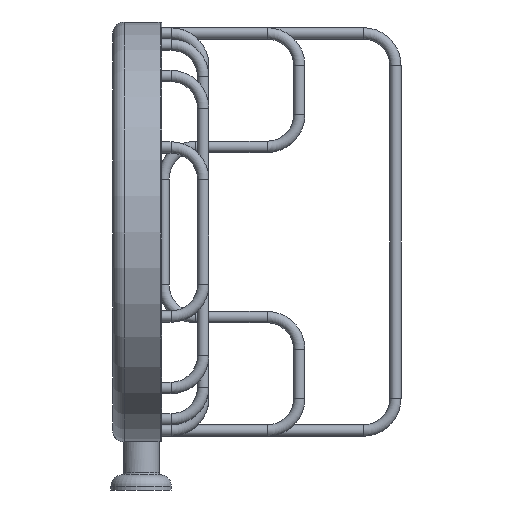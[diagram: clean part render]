
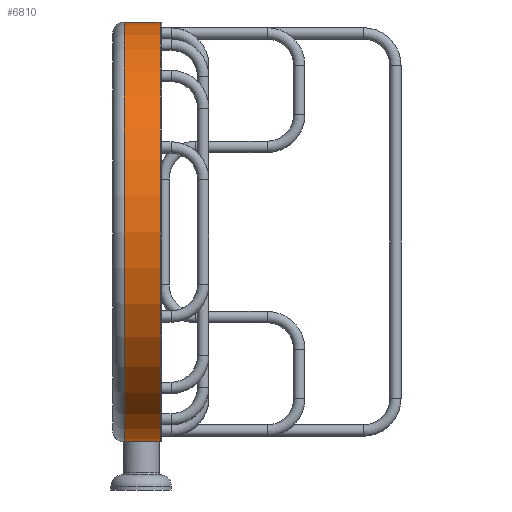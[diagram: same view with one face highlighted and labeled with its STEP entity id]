
A CAD part, left-side view. The second image highlights one B-rep face of the part: STEP entity #6810.
In plain terms, the highlighted cylindrical face has radius 55.499 mm (diameter 110.998 mm), a partial arc.
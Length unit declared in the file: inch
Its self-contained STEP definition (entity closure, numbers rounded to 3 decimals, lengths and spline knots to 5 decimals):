
#1316=CARTESIAN_POINT('',(-7.284,0.02,0.));
#1317=DIRECTION('',(0.,-1.,0.));
#1318=DIRECTION('',(0.,0.,1.));
#1319=AXIS2_PLACEMENT_3D('',#1316,#1317,#1318);
#1321=DIRECTION('',(0.,-1.,0.));
#1322=VECTOR('',#1321,0.374);
#1323=CARTESIAN_POINT('',(-7.284,0.394,-2.185));
#1324=LINE('',#1323,#1322);
#1325=CARTESIAN_POINT('',(-7.284,0.394,0.));
#1326=DIRECTION('',(0.,1.,0.));
#1327=DIRECTION('',(0.,0.,-1.));
#1328=AXIS2_PLACEMENT_3D('',#1325,#1326,#1327);
#1330=DIRECTION('',(0.,-1.,0.));
#1331=VECTOR('',#1330,0.374);
#1332=CARTESIAN_POINT('',(-7.284,0.394,2.185));
#1333=LINE('',#1332,#1331);
#4629=CARTESIAN_POINT('',(-7.284,0.394,2.185));
#4631=VERTEX_POINT('',#4629);
#4641=CARTESIAN_POINT('',(-7.284,0.394,-2.185));
#4643=VERTEX_POINT('',#4641);
#5138=CARTESIAN_POINT('',(-7.284,0.02,2.185));
#5139=VERTEX_POINT('',#5138);
#5142=CARTESIAN_POINT('',(-7.284,0.02,-2.185));
#5143=VERTEX_POINT('',#5142);
#6798=CARTESIAN_POINT('',(-7.284,-1.,0.));
#6799=DIRECTION('',(0.,1.,0.));
#6800=DIRECTION('',(0.,0.,1.));
#6801=AXIS2_PLACEMENT_3D('',#6798,#6799,#6800);
#6802=CYLINDRICAL_SURFACE('',#6801,2.185);
#6803=ORIENTED_EDGE('',*,*,#6159,.T.);
#6804=ORIENTED_EDGE('',*,*,#6662,.F.);
#6805=ORIENTED_EDGE('',*,*,#6601,.T.);
#6807=ORIENTED_EDGE('',*,*,#6806,.T.);
#6808=EDGE_LOOP('',(#6803,#6804,#6805,#6807));
#6809=FACE_OUTER_BOUND('',#6808,.F.);
#6810=ADVANCED_FACE('',(#6809),#6802,.T.);
#1320=CIRCLE('',#1319,2.185);
#1329=CIRCLE('',#1328,2.185);
#6159=EDGE_CURVE('',#5139,#5143,#1320,.T.);
#6601=EDGE_CURVE('',#4643,#4631,#1329,.T.);
#6662=EDGE_CURVE('',#4643,#5143,#1324,.T.);
#6806=EDGE_CURVE('',#4631,#5139,#1333,.T.);
